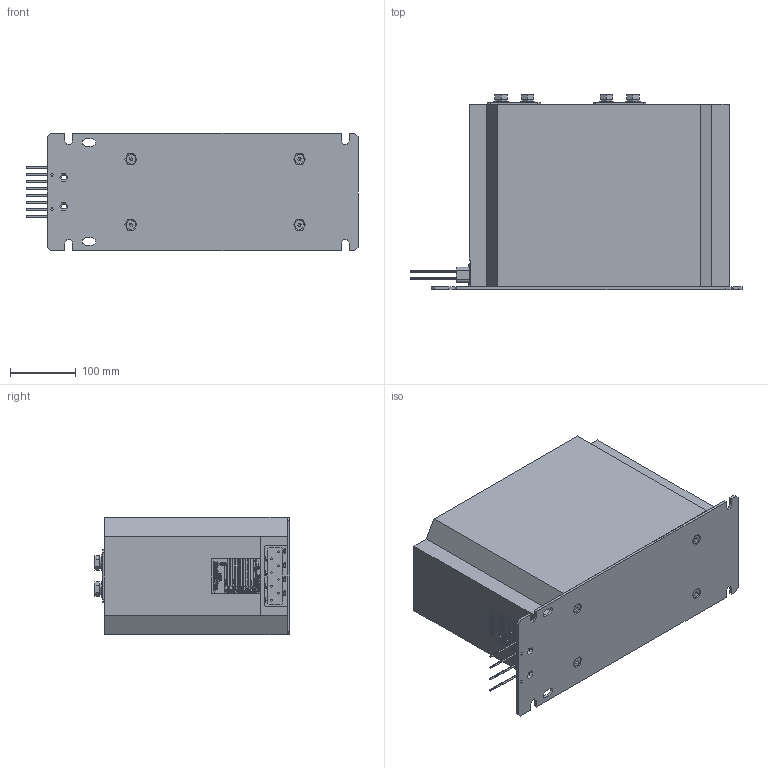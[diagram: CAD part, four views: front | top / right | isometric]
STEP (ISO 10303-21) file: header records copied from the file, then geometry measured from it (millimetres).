
FILE_DESCRIPTION (( 'STEP AP214' ), '1' );
FILE_NAME ('ﾒﾋﾊ-ﾑﾒ-10-13.2 (2500ﾀ).STEP', '2023-07-20T09:43:27', ( '' ), ( '' ), 'SwSTEP 2.0', 'SolidWorks 2014', '' );
FILE_SCHEMA (( 'AUTOMOTIVE_DESIGN' ));
Length unit declared in the file: millimetre
Products named in the file (14): ÂÅÈÓ.758472.024 Ãàéêà ñïåöèàëüíàÿ; ÂÅÈÓ.671213.344 Àêòèâíàÿ ÷àñòü ÒËÊ-ÑÒ-10-13_03; 屡扔.757465.024 袜觐礤黜桕; Êîðïóñ^ÂÅÈÓ.671213.544 Ñáîðêà ñ çàëèâêîé ÒËÊ-ÑÒ-10-13_02; ﾒﾋﾊ-ﾑﾒ-10-13.2 (2500ﾀ); ÂÅÈÓ.754312.182À Òàáëè÷êà òåõíè÷åñêèõ äàííûõ ÒËÊ-ÑÒ_-00; socket countersunk head screw_din_DIN 7991 - M8 x 20 --- 20N; Áîëò ÃÎÑÒ 7798-70_12å30; Øàéáà ïðóæ. ÃÎÑÒ 6402-70_12; ﾘ琺矜 ﾃﾎﾑﾒ 11371-78_12; Øàéáà ïðóæ. ÃÎÑÒ 6402-70_5; ﾘ琺矜 ﾃﾎﾑﾒ 11371-78_5; Îñíîâàíèå^ÈÁËÒ.671213.019-01-29 Òðàíñôîðìàòîð òîêà ÒËÊ-ÑÒ-10-13_00; ÂÅÈÓ.671213.544 Ñáîðêà ñ çàëèâêîé ÒËÊ-ÑÒ-10-13_02
Assembly tree (39 placements, depth 4):
  ﾒﾋﾊ-ﾑﾒ-10-13.2 (2500ﾀ)
    ÂÅÈÓ.671213.544 Ñáîðêà ñ çàëèâêîé ÒËÊ-ÑÒ-10-13_02
      Êîðïóñ^ÂÅÈÓ.671213.544 Ñáîðêà ñ çàëèâêîé ÒËÊ-ÑÒ-10-13_02
      ÂÅÈÓ.671213.344 Àêòèâíàÿ ÷àñòü ÒËÊ-ÑÒ-10-13_03
        屡扔.757465.024 袜觐礤黜桕  x2
      ÂÅÈÓ.758472.024 Ãàéêà ñïåöèàëüíàÿ  x4
    Îñíîâàíèå^ÈÁËÒ.671213.019-01-29 Òðàíñôîðìàòîð òîêà ÒËÊ-ÑÒ-10-13_00
    ﾘ琺矜 ﾃﾎﾑﾒ 11371-78_12  x8
    Øàéáà ïðóæ. ÃÎÑÒ 6402-70_12  x8
    Áîëò ÃÎÑÒ 7798-70_12å30  x8
    socket countersunk head screw_din_DIN 7991 - M8 x 20 --- 20N  x4
    ÂÅÈÓ.754312.182À Òàáëè÷êà òåõíè÷åñêèõ äàííûõ ÒËÊ-ÑÒ_-00
  Øàéáà ïðóæ. ÃÎÑÒ 6402-70_5
  ﾘ琺矜 ﾃﾎﾑﾒ 11371-78_5
Bounding box: 504.5 x 297 x 178 mm (x, y, z)
Volume: 18780735 mm3
Topology: 37 solids, 47 shells, 3971 faces, 10264 edges, 6685 vertices
Faces by surface type: plane 2360, bspline 979, cylinder 372, cone 204, torus 40, sphere 16
Entity records: 189509 total; most frequent: CARTESIAN_POINT 77106, ORIENTED_EDGE 18712, DIRECTION 13325, EDGE_CURVE 9356, LINE 6709, VECTOR 6709, VERTEX_POINT 6174, EDGE_LOOP 3954
